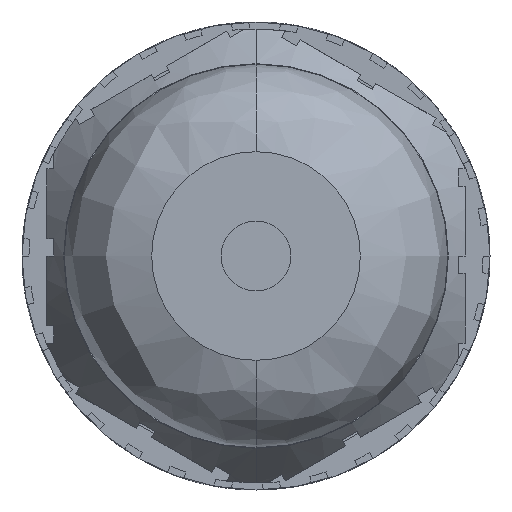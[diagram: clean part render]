
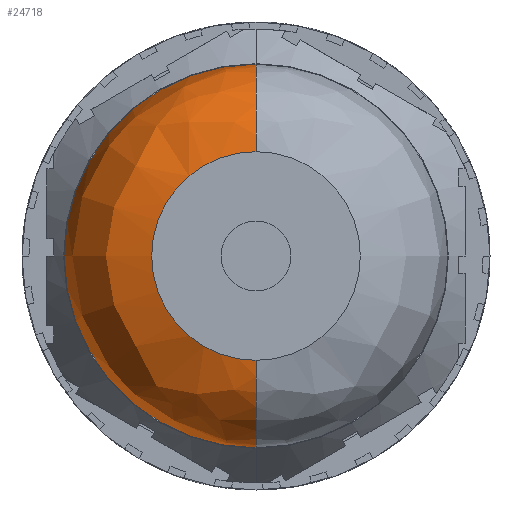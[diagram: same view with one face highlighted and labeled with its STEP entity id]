
A CAD part, front view. The second image highlights one B-rep face of the part: STEP entity #24718.
In plain terms, the highlighted free-form (B-spline) face has degree [3, 3] with [4, 4] control points.
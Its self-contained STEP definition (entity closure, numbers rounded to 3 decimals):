
#842 = CIRCLE ( 'NONE', #25329, 2.765 ) ;
#2166 = DIRECTION ( 'NONE',  ( 0., 0., 1. ) ) ;
#2279 = CARTESIAN_POINT ( 'NONE',  ( 0., -42., -5.5 ) ) ;
#2391 = CARTESIAN_POINT ( 'NONE',  ( 0., -45., -2.992 ) ) ;
#2458 = EDGE_CURVE ( 'NONE', #14139, #12331, #9090, .T. ) ;
#2493 = EDGE_CURVE ( 'NONE', #30446, #14139, #16427, .T. ) ;
#3298 = CARTESIAN_POINT ( 'NONE',  ( 0., -45., -2.992 ) ) ;
#5170 = CARTESIAN_POINT ( 'NONE',  ( -5.985, -45., 2.992 ) ) ;
#5684 = AXIS2_PLACEMENT_3D ( 'NONE', #26427, #9834, #29202 ) ;
#7826 = CARTESIAN_POINT ( 'NONE',  ( 0., -42., 5.5 ) ) ;
#9090 = CIRCLE ( 'NONE', #9708, 2.765 ) ;
#9484 = CIRCLE ( 'NONE', #5684, 2.992 ) ;
#9708 = AXIS2_PLACEMENT_3D ( 'NONE', #35320, #18694, #2166 ) ;
#9834 = DIRECTION ( 'NONE',  ( 0., 1., 0. ) ) ;
#10566 = CARTESIAN_POINT ( 'NONE',  ( -11.288, -43.613, -5.644 ) ) ;
#10814 = ORIENTED_EDGE ( 'NONE', *, *, #2458, .F. ) ;
#12094 = DIRECTION ( 'NONE',  ( -1., 0., 0. ) ) ;
#12331 = VERTEX_POINT ( 'NONE', #19164 ) ;
#13374 = CARTESIAN_POINT ( 'NONE',  ( 0., -43.613, 5.644 ) ) ;
#14139 = VERTEX_POINT ( 'NONE', #29588 ) ;
#14741 = EDGE_LOOP ( 'NONE', ( #15337, #33800, #23328, #10814 ) ) ;
#15275 = AXIS2_PLACEMENT_3D ( 'NONE', #16034, #35441, #18802 ) ;
#15337 = ORIENTED_EDGE ( 'NONE', *, *, #2493, .F. ) ;
#16034 = CARTESIAN_POINT ( 'NONE',  ( 0., -42., 0. ) ) ;
#16127 = CARTESIAN_POINT ( 'NONE',  ( -9.211, -44.856, -4.605 ) ) ;
#16427 = CIRCLE ( 'NONE', #15275, 5.5 ) ;
#18694 = DIRECTION ( 'NONE',  ( 1., 0., 0. ) ) ;
#18802 = DIRECTION ( 'NONE',  ( 0., 0., 1. ) ) ;
#18899 = CARTESIAN_POINT ( 'NONE',  ( 0., -44.856, 4.605 ) ) ;
#19164 = CARTESIAN_POINT ( 'NONE',  ( 0., -45., 2.992 ) ) ;
#21574 = CARTESIAN_POINT ( 'NONE',  ( -11., -42., -5.5 ) ) ;
#21698 = CARTESIAN_POINT ( 'NONE',  ( -5.985, -45., -2.992 ) ) ;
#21936 = FACE_OUTER_BOUND ( 'NONE', #14741, .T. ) ;
#22637 = EDGE_CURVE ( 'NONE', #23958, #12331, #9484, .T. ) ;
#22828 = CARTESIAN_POINT ( 'NONE',  ( 0., -42., -5.5 ) ) ;
#23129 = EDGE_CURVE ( 'NONE', #30446, #23958, #842, .T. ) ;
#23328 = ORIENTED_EDGE ( 'NONE', *, *, #22637, .T. ) ;
#23958 = VERTEX_POINT ( 'NONE', #3298 ) ;
#24350 = CARTESIAN_POINT ( 'NONE',  ( -11., -42., 5.5 ) ) ;
#24455 = CARTESIAN_POINT ( 'NONE',  ( 0., -45., 2.992 ) ) ;
#24718 = ADVANCED_FACE ( 'NONE', ( #21936 ), #29814, .T. ) ;
#25329 = AXIS2_PLACEMENT_3D ( 'NONE', #28675, #12094, #31413 ) ;
#26427 = CARTESIAN_POINT ( 'NONE',  ( 0., -45., 0. ) ) ;
#27157 = CARTESIAN_POINT ( 'NONE',  ( 0., -43.613, -5.644 ) ) ;
#28675 = CARTESIAN_POINT ( 'NONE',  ( 0., -42.246, -2.746 ) ) ;
#29202 = DIRECTION ( 'NONE',  ( 0., 0., 1. ) ) ;
#29588 = CARTESIAN_POINT ( 'NONE',  ( 0., -42., 5.5 ) ) ;
#29814 =( BOUNDED_SURFACE ( )  B_SPLINE_SURFACE ( 3, 3, ( 
 ( #2279, #21574, #24350, #7826 ),
 ( #27157, #10566, #29935, #13374 ),
 ( #32724, #16127, #35555, #18899 ),
 ( #2391, #21698, #5170, #24455 ) ),
 .UNSPECIFIED., .F., .F., .F. ) 
 B_SPLINE_SURFACE_WITH_KNOTS ( ( 4, 4 ),
 ( 4, 4 ),
 ( 0., 1. ),
 ( 0., 1. ),
 .UNSPECIFIED. ) 
 GEOMETRIC_REPRESENTATION_ITEM ( )  RATIONAL_B_SPLINE_SURFACE ( (
 ( 1., 0.333, 0.333, 1.),
 ( 0.805, 0.268, 0.268, 0.805),
 ( 0.805, 0.268, 0.268, 0.805),
 ( 1., 0.333, 0.333, 1.) ) ) 
 REPRESENTATION_ITEM ( '' )  SURFACE ( )  );
#29935 = CARTESIAN_POINT ( 'NONE',  ( -11.288, -43.613, 5.644 ) ) ;
#30446 = VERTEX_POINT ( 'NONE', #22828 ) ;
#31413 = DIRECTION ( 'NONE',  ( 0., 0., -1. ) ) ;
#32724 = CARTESIAN_POINT ( 'NONE',  ( 0., -44.856, -4.605 ) ) ;
#33800 = ORIENTED_EDGE ( 'NONE', *, *, #23129, .T. ) ;
#35320 = CARTESIAN_POINT ( 'NONE',  ( 0., -42.246, 2.746 ) ) ;
#35441 = DIRECTION ( 'NONE',  ( 0., 1., 0. ) ) ;
#35555 = CARTESIAN_POINT ( 'NONE',  ( -9.211, -44.856, 4.605 ) ) ;
